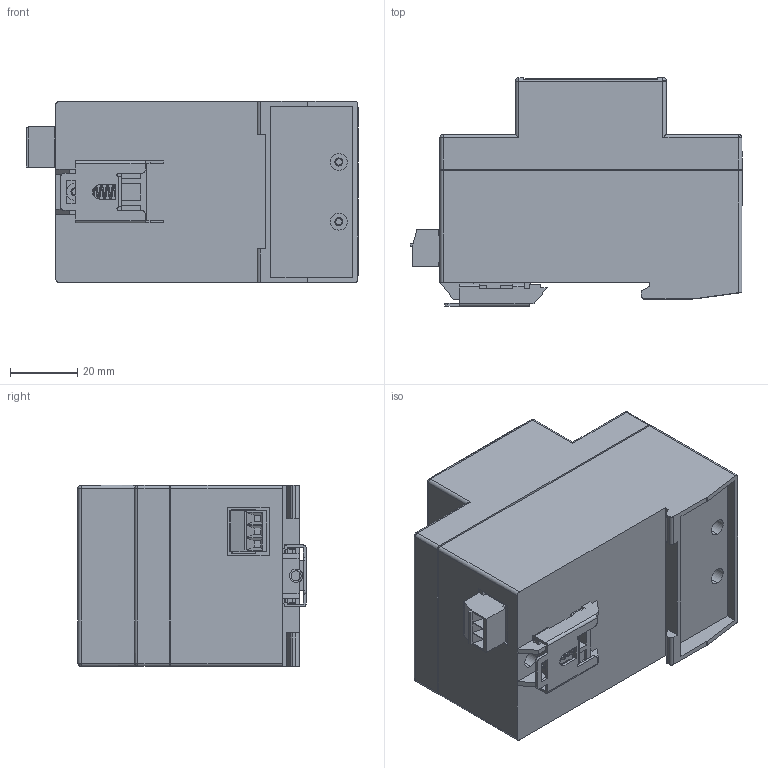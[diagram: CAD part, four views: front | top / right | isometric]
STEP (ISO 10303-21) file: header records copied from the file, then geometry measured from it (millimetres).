
FILE_DESCRIPTION (( 'STEP AP214' ), '1' );
FILE_NAME ('1104-11-101-E.STEP', '2019-01-25T20:17:35', ( '' ), ( '' ), 'SwSTEP 2.0', 'SolidWorks 2018', '' );
FILE_SCHEMA (( 'AUTOMOTIVE_DESIGN' ));
Length unit declared in the file: millimetre
Products named in the file (31): 1104-11-101-E; Base^1104-11-101; 3800-269; 2003-2804; 121275; 101122; 2500-597; 3800-279; 121274; Cover^1104-11-101; 182292a; 2003-1052; Lugs^1104-11-101
Assembly tree (19 placements, depth 3):
  1104-11-101-E
    Base^1104-11-101
    Cover^1104-11-101
    3800-279
    3800-269
    Lugs^1104-11-101
      182292a
      101122  x3
      121275  x3
      121274  x3
    2003-2804
    2500-597
    2003-1052
  Base^1104-11-101
  2003-2804
  101122
  121275
Bounding box: 98.9 x 68 x 54.09 mm (x, y, z)
Volume: 64660.3 mm3; surface area: 84337.6 mm2
Topology: 26 solids, 26 shells, 2688 faces, 7315 edges, 4835 vertices
Faces by surface type: plane 1653, bspline 561, cylinder 426, cone 30, torus 12, sphere 6
Entity records: 118719 total; most frequent: CARTESIAN_POINT 48632, ORIENTED_EDGE 12676, DIRECTION 9301, EDGE_CURVE 6338, LINE 4561, VECTOR 4561, VERTEX_POINT 4187, EDGE_LOOP 2561
